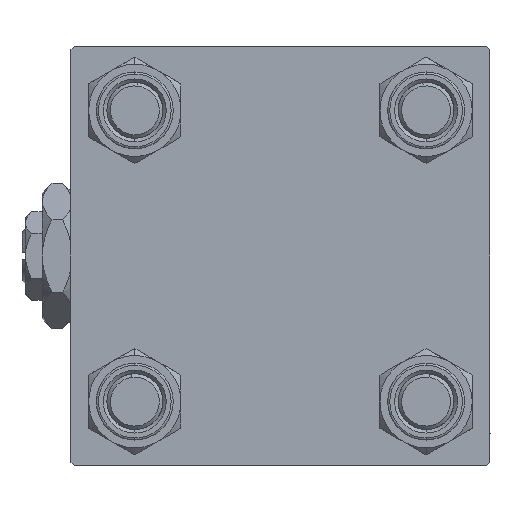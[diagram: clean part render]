
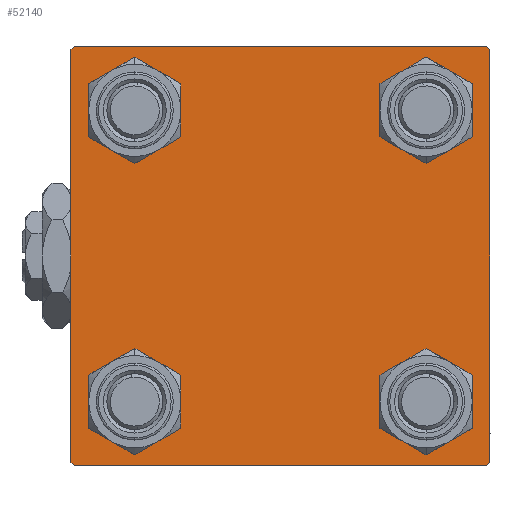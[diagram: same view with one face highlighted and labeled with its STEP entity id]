
A CAD part, left-side view. The second image highlights one B-rep face of the part: STEP entity #52140.
In plain terms, the highlighted planar face has unit normal (-1, 0, 0).
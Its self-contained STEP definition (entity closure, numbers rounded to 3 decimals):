
#738 = FACE_OUTER_BOUND ( 'NONE', #7138, .T. ) ;
#876 = CIRCLE ( 'NONE', #29580, 4.5 ) ;
#1453 = DIRECTION ( 'NONE',  ( 1., 0., 0. ) ) ;
#1974 = DIRECTION ( 'NONE',  ( 0., 0., 1. ) ) ;
#2016 = EDGE_LOOP ( 'NONE', ( #49693, #41460 ) ) ;
#2196 = VERTEX_POINT ( 'NONE', #40259 ) ;
#2790 = CARTESIAN_POINT ( 'NONE',  ( 0., -20.85, 20.85 ) ) ;
#3559 = EDGE_LOOP ( 'NONE', ( #15184, #36060 ) ) ;
#3609 = EDGE_CURVE ( 'NONE', #43087, #22586, #9165, .T. ) ;
#5140 = DIRECTION ( 'NONE',  ( 1., 0., 0. ) ) ;
#5550 = EDGE_CURVE ( 'NONE', #39722, #13725, #42648, .T. ) ;
#5804 = CARTESIAN_POINT ( 'NONE',  ( 0., -29.5, 30. ) ) ;
#6463 = DIRECTION ( 'NONE',  ( 0., 0., 1. ) ) ;
#6541 = ORIENTED_EDGE ( 'NONE', *, *, #37217, .T. ) ;
#6616 = VERTEX_POINT ( 'NONE', #21971 ) ;
#7138 = EDGE_LOOP ( 'NONE', ( #6541, #13202, #48511, #49827, #27399, #45233, #31556, #46667 ) ) ;
#7188 = EDGE_CURVE ( 'NONE', #7380, #40355, #11848, .T. ) ;
#7380 = VERTEX_POINT ( 'NONE', #19837 ) ;
#7486 = DIRECTION ( 'NONE',  ( 0., -1., 0. ) ) ;
#7523 = VERTEX_POINT ( 'NONE', #5804 ) ;
#8091 = DIRECTION ( 'NONE',  ( 0., 0., 1. ) ) ;
#8156 = CARTESIAN_POINT ( 'NONE',  ( 0., 20.85, 25.35 ) ) ;
#8684 = PLANE ( 'NONE',  #17424 ) ;
#8766 = CIRCLE ( 'NONE', #23084, 4.5 ) ;
#9165 = CIRCLE ( 'NONE', #37022, 4.5 ) ;
#9907 = DIRECTION ( 'NONE',  ( -1., 0., 0. ) ) ;
#9909 = DIRECTION ( 'NONE',  ( 0., 0., 1. ) ) ;
#9994 = CARTESIAN_POINT ( 'NONE',  ( 0., 29.5, 30. ) ) ;
#10198 = DIRECTION ( 'NONE',  ( 0., 0., -1. ) ) ;
#10353 = AXIS2_PLACEMENT_3D ( 'NONE', #24499, #28728, #40907 ) ;
#10655 = CARTESIAN_POINT ( 'NONE',  ( 0., 29.75, 29.75 ) ) ;
#11439 = DIRECTION ( 'NONE',  ( 0., 0.707, -0.707 ) ) ;
#11848 = CIRCLE ( 'NONE', #16876, 4.5 ) ;
#12366 = CARTESIAN_POINT ( 'NONE',  ( 0., 20.85, -25.35 ) ) ;
#12395 = CARTESIAN_POINT ( 'NONE',  ( 0., 30., 29.5 ) ) ;
#12914 = VERTEX_POINT ( 'NONE', #32933 ) ;
#13202 = ORIENTED_EDGE ( 'NONE', *, *, #40361, .T. ) ;
#13725 = VERTEX_POINT ( 'NONE', #12395 ) ;
#14117 = CARTESIAN_POINT ( 'NONE',  ( 0., 0., 0. ) ) ;
#14760 = CARTESIAN_POINT ( 'NONE',  ( 0., -20.85, 20.85 ) ) ;
#14826 = CARTESIAN_POINT ( 'NONE',  ( 0., -30., 29.5 ) ) ;
#14883 = EDGE_CURVE ( 'NONE', #48079, #15550, #22584, .T. ) ;
#15184 = ORIENTED_EDGE ( 'NONE', *, *, #22920, .T. ) ;
#15550 = VERTEX_POINT ( 'NONE', #20316 ) ;
#15635 = EDGE_CURVE ( 'NONE', #48079, #7523, #30815, .T. ) ;
#15983 = VECTOR ( 'NONE', #11439, 1000. ) ;
#16348 = EDGE_CURVE ( 'NONE', #39722, #7523, #17993, .T. ) ;
#16876 = AXIS2_PLACEMENT_3D ( 'NONE', #34679, #41825, #17756 ) ;
#17424 = AXIS2_PLACEMENT_3D ( 'NONE', #14117, #9907, #1974 ) ;
#17756 = DIRECTION ( 'NONE',  ( 0., 0., 1. ) ) ;
#17993 = LINE ( 'NONE', #34126, #30581 ) ;
#18199 = DIRECTION ( 'NONE',  ( 1., 0., 0. ) ) ;
#18509 = CARTESIAN_POINT ( 'NONE',  ( 0., 29.75, -29.75 ) ) ;
#19290 = CIRCLE ( 'NONE', #35349, 4.5 ) ;
#19837 = CARTESIAN_POINT ( 'NONE',  ( 0., -20.85, -25.35 ) ) ;
#20316 = CARTESIAN_POINT ( 'NONE',  ( 0., -30., -29.5 ) ) ;
#20779 = VERTEX_POINT ( 'NONE', #41988 ) ;
#21023 = CARTESIAN_POINT ( 'NONE',  ( 0., 20.85, -16.35 ) ) ;
#21971 = CARTESIAN_POINT ( 'NONE',  ( 0., -29.5, -30. ) ) ;
#22584 = LINE ( 'NONE', #46396, #38141 ) ;
#22586 = VERTEX_POINT ( 'NONE', #12366 ) ;
#22865 = DIRECTION ( 'NONE',  ( 0., -0.707, 0.707 ) ) ;
#22920 = EDGE_CURVE ( 'NONE', #36590, #47335, #19290, .T. ) ;
#23041 = EDGE_LOOP ( 'NONE', ( #49558, #39920 ) ) ;
#23063 = CARTESIAN_POINT ( 'NONE',  ( 0., 30., -30. ) ) ;
#23084 = AXIS2_PLACEMENT_3D ( 'NONE', #2790, #51939, #51678 ) ;
#23861 = EDGE_CURVE ( 'NONE', #40355, #7380, #25203, .T. ) ;
#24499 = CARTESIAN_POINT ( 'NONE',  ( 0., 20.85, 20.85 ) ) ;
#25203 = CIRCLE ( 'NONE', #37914, 4.5 ) ;
#27399 = ORIENTED_EDGE ( 'NONE', *, *, #14883, .F. ) ;
#28000 = EDGE_CURVE ( 'NONE', #6616, #15550, #42725, .T. ) ;
#28157 = ORIENTED_EDGE ( 'NONE', *, *, #7188, .T. ) ;
#28462 = EDGE_CURVE ( 'NONE', #20779, #6616, #43698, .T. ) ;
#28728 = DIRECTION ( 'NONE',  ( 1., 0., 0. ) ) ;
#28746 = FACE_BOUND ( 'NONE', #3559, .T. ) ;
#28934 = VECTOR ( 'NONE', #40264, 1000. ) ;
#29580 = AXIS2_PLACEMENT_3D ( 'NONE', #36872, #5140, #37655 ) ;
#29769 = CARTESIAN_POINT ( 'NONE',  ( 0., -29.75, -29.75 ) ) ;
#30581 = VECTOR ( 'NONE', #46270, 1000. ) ;
#30815 = LINE ( 'NONE', #42723, #43205 ) ;
#31103 = VERTEX_POINT ( 'NONE', #50640 ) ;
#31346 = DIRECTION ( 'NONE',  ( 0., 0.707, 0.707 ) ) ;
#31414 = EDGE_CURVE ( 'NONE', #22586, #43087, #876, .T. ) ;
#31442 = FACE_BOUND ( 'NONE', #23041, .T. ) ;
#31451 = CIRCLE ( 'NONE', #10353, 4.5 ) ;
#31556 = ORIENTED_EDGE ( 'NONE', *, *, #16348, .F. ) ;
#32933 = CARTESIAN_POINT ( 'NONE',  ( 0., -20.85, 25.35 ) ) ;
#33445 = CARTESIAN_POINT ( 'NONE',  ( 0., 20.85, -20.85 ) ) ;
#33744 = EDGE_LOOP ( 'NONE', ( #34073, #28157 ) ) ;
#34073 = ORIENTED_EDGE ( 'NONE', *, *, #23861, .T. ) ;
#34126 = CARTESIAN_POINT ( 'NONE',  ( 0., 30., 30. ) ) ;
#34541 = VECTOR ( 'NONE', #22865, 1000. ) ;
#34679 = CARTESIAN_POINT ( 'NONE',  ( 0., -20.85, -20.85 ) ) ;
#34782 = CIRCLE ( 'NONE', #40685, 4.5 ) ;
#35349 = AXIS2_PLACEMENT_3D ( 'NONE', #43785, #36112, #8091 ) ;
#35372 = EDGE_CURVE ( 'NONE', #2196, #12914, #34782, .T. ) ;
#35605 = EDGE_CURVE ( 'NONE', #47335, #36590, #31451, .T. ) ;
#36060 = ORIENTED_EDGE ( 'NONE', *, *, #35605, .T. ) ;
#36112 = DIRECTION ( 'NONE',  ( 1., 0., 0. ) ) ;
#36590 = VERTEX_POINT ( 'NONE', #8156 ) ;
#36872 = CARTESIAN_POINT ( 'NONE',  ( 0., 20.85, -20.85 ) ) ;
#37022 = AXIS2_PLACEMENT_3D ( 'NONE', #33445, #1453, #9909 ) ;
#37217 = EDGE_CURVE ( 'NONE', #13725, #31103, #44486, .T. ) ;
#37655 = DIRECTION ( 'NONE',  ( 0., 0., 1. ) ) ;
#37830 = CARTESIAN_POINT ( 'NONE',  ( 0., -20.85, -16.35 ) ) ;
#37914 = AXIS2_PLACEMENT_3D ( 'NONE', #51656, #38456, #6463 ) ;
#38049 = DIRECTION ( 'NONE',  ( 0., 0., 1. ) ) ;
#38141 = VECTOR ( 'NONE', #10198, 1000. ) ;
#38456 = DIRECTION ( 'NONE',  ( 1., 0., 0. ) ) ;
#38780 = VECTOR ( 'NONE', #7486, 1000. ) ;
#38809 = EDGE_CURVE ( 'NONE', #12914, #2196, #8766, .T. ) ;
#39722 = VERTEX_POINT ( 'NONE', #9994 ) ;
#39920 = ORIENTED_EDGE ( 'NONE', *, *, #35372, .T. ) ;
#40259 = CARTESIAN_POINT ( 'NONE',  ( 0., -20.85, 16.35 ) ) ;
#40264 = DIRECTION ( 'NONE',  ( 0., 0., -1. ) ) ;
#40355 = VERTEX_POINT ( 'NONE', #37830 ) ;
#40361 = EDGE_CURVE ( 'NONE', #31103, #20779, #50496, .T. ) ;
#40685 = AXIS2_PLACEMENT_3D ( 'NONE', #14760, #18199, #38049 ) ;
#40787 = CARTESIAN_POINT ( 'NONE',  ( 0., 30., 30. ) ) ;
#40907 = DIRECTION ( 'NONE',  ( 0., 0., 1. ) ) ;
#41460 = ORIENTED_EDGE ( 'NONE', *, *, #31414, .T. ) ;
#41825 = DIRECTION ( 'NONE',  ( 1., 0., 0. ) ) ;
#41988 = CARTESIAN_POINT ( 'NONE',  ( 0., 29.5, -30. ) ) ;
#42648 = LINE ( 'NONE', #10655, #15983 ) ;
#42723 = CARTESIAN_POINT ( 'NONE',  ( 0., -29.75, 29.75 ) ) ;
#42725 = LINE ( 'NONE', #29769, #34541 ) ;
#42990 = CARTESIAN_POINT ( 'NONE',  ( 0., 20.85, 16.35 ) ) ;
#43087 = VERTEX_POINT ( 'NONE', #21023 ) ;
#43205 = VECTOR ( 'NONE', #31346, 1000. ) ;
#43698 = LINE ( 'NONE', #23063, #38780 ) ;
#43785 = CARTESIAN_POINT ( 'NONE',  ( 0., 20.85, 20.85 ) ) ;
#44486 = LINE ( 'NONE', #40787, #28934 ) ;
#45233 = ORIENTED_EDGE ( 'NONE', *, *, #15635, .T. ) ;
#45407 = FACE_BOUND ( 'NONE', #2016, .T. ) ;
#46270 = DIRECTION ( 'NONE',  ( 0., -1., 0. ) ) ;
#46396 = CARTESIAN_POINT ( 'NONE',  ( 0., -30., 30. ) ) ;
#46667 = ORIENTED_EDGE ( 'NONE', *, *, #5550, .T. ) ;
#47335 = VERTEX_POINT ( 'NONE', #42990 ) ;
#47553 = FACE_BOUND ( 'NONE', #33744, .T. ) ;
#48079 = VERTEX_POINT ( 'NONE', #14826 ) ;
#48511 = ORIENTED_EDGE ( 'NONE', *, *, #28462, .T. ) ;
#49558 = ORIENTED_EDGE ( 'NONE', *, *, #38809, .T. ) ;
#49693 = ORIENTED_EDGE ( 'NONE', *, *, #3609, .T. ) ;
#49827 = ORIENTED_EDGE ( 'NONE', *, *, #28000, .T. ) ;
#50235 = DIRECTION ( 'NONE',  ( 0., -0.707, -0.707 ) ) ;
#50496 = LINE ( 'NONE', #18509, #51021 ) ;
#50640 = CARTESIAN_POINT ( 'NONE',  ( 0., 30., -29.5 ) ) ;
#51021 = VECTOR ( 'NONE', #50235, 1000. ) ;
#51656 = CARTESIAN_POINT ( 'NONE',  ( 0., -20.85, -20.85 ) ) ;
#51678 = DIRECTION ( 'NONE',  ( 0., 0., 1. ) ) ;
#51939 = DIRECTION ( 'NONE',  ( 1., 0., 0. ) ) ;
#52140 = ADVANCED_FACE ( 'NONE', ( #31442, #47553, #45407, #28746, #738 ), #8684, .T. ) ;
